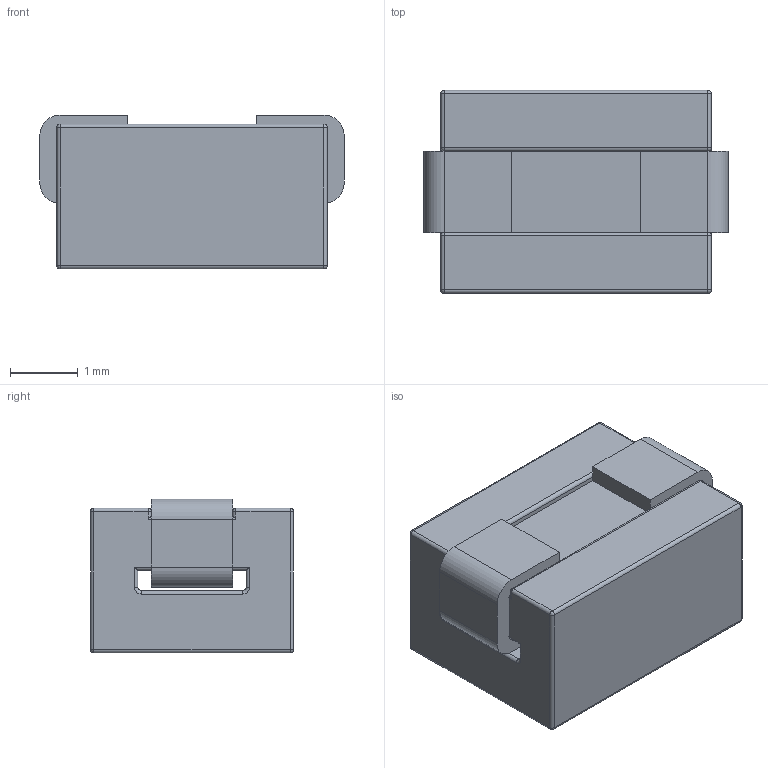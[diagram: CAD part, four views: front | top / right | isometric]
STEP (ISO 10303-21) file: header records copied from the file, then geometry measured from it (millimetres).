
FILE_DESCRIPTION(/* description */ ('Unknown'),/* implementation_level */ '2;1');
FILE_NAME(/* name */ '7427934',/* time_stamp */ '2018-09-10T09:11:29+08:00',/* author */ ('Unknown'),/* organization */ ('Unknown'),/* preprocessor_version */ 'ST-DEVELOPER v16.7',/* originating_system */ 'DEX',/* authorisation */ $);
FILE_SCHEMA (('AUTOMOTIVE_DESIGN {1 0 10303 214 3 1 1}'));
Length unit declared in the file: millimetre
Products named in the file (3): 7427934; Body; Pin
Assembly tree (2 placements, depth 2):
  7427934
    Body
    Pin
Bounding box: 4.5 x 3 x 2.27 mm (x, y, z)
Volume: 25.7 mm3; surface area: 92.5 mm2
Topology: 2 solids, 2 shells, 84 faces, 200 edges, 108 vertices
Faces by surface type: cylinder 40, plane 28, sphere 12, torus 4
Entity records: 2372 total; most frequent: DIRECTION 438, CARTESIAN_POINT 383, ORIENTED_EDGE 376, EDGE_CURVE 188, AXIS2_PLACEMENT_3D 163, LINE 112, VECTOR 112, VERTEX_POINT 108
